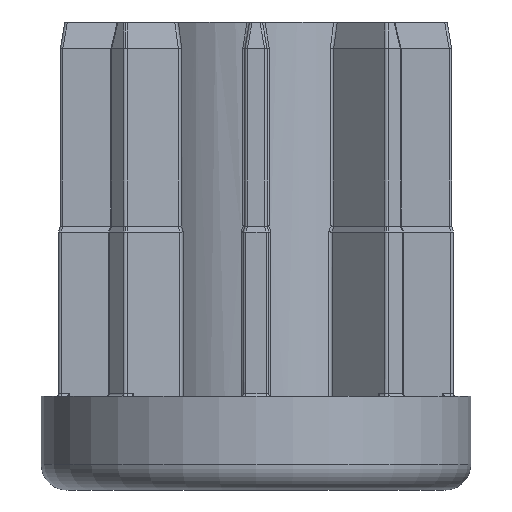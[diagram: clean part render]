
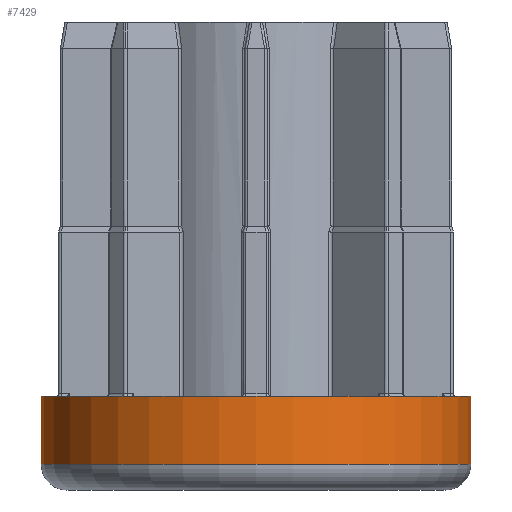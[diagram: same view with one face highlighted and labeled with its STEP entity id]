
A CAD part, front view. The second image highlights one B-rep face of the part: STEP entity #7429.
In plain terms, the highlighted cylindrical face has radius 25.25 mm (diameter 50.5 mm), a partial arc.
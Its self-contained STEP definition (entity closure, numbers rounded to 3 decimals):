
#560 = ORIENTED_EDGE ( 'NONE', *, *, #3208, .F. ) ;
#586 = DIRECTION ( 'NONE',  ( 1., 0., 0. ) ) ;
#890 = CARTESIAN_POINT ( 'NONE',  ( 0., 0., 11. ) ) ;
#985 = AXIS2_PLACEMENT_3D ( 'NONE', #890, #1954, #9031 ) ;
#1853 = VERTEX_POINT ( 'NONE', #7793 ) ;
#1954 = DIRECTION ( 'NONE',  ( 0., 0., -1. ) ) ;
#2007 = CARTESIAN_POINT ( 'NONE',  ( -25.25, 0., 11. ) ) ;
#2205 = VERTEX_POINT ( 'NONE', #11640 ) ;
#2957 = CARTESIAN_POINT ( 'NONE',  ( -25.25, 0., 11. ) ) ;
#3208 = EDGE_CURVE ( 'NONE', #2205, #1853, #5582, .T. ) ;
#3285 = EDGE_CURVE ( 'NONE', #10994, #5159, #4611, .T. ) ;
#3532 = CARTESIAN_POINT ( 'NONE',  ( 0., 0., 11. ) ) ;
#4583 = DIRECTION ( 'NONE',  ( 1., 0., 0. ) ) ;
#4611 = LINE ( 'NONE', #2007, #11689 ) ;
#5108 = AXIS2_PLACEMENT_3D ( 'NONE', #3532, #10597, #4583 ) ;
#5159 = VERTEX_POINT ( 'NONE', #8871 ) ;
#5582 = LINE ( 'NONE', #8794, #7589 ) ;
#6793 = DIRECTION ( 'NONE',  ( 0., 0., 1. ) ) ;
#6948 = CYLINDRICAL_SURFACE ( 'NONE', #985, 25.25 ) ;
#7040 = ORIENTED_EDGE ( 'NONE', *, *, #3285, .T. ) ;
#7429 = ADVANCED_FACE ( 'NONE', ( #12281 ), #6948, .T. ) ;
#7589 = VECTOR ( 'NONE', #8835, 1000. ) ;
#7793 = CARTESIAN_POINT ( 'NONE',  ( 25.25, 0., 3. ) ) ;
#7986 = EDGE_LOOP ( 'NONE', ( #560, #10845, #7040, #11097 ) ) ;
#8794 = CARTESIAN_POINT ( 'NONE',  ( 25.25, 0., 11. ) ) ;
#8835 = DIRECTION ( 'NONE',  ( 0., 0., -1. ) ) ;
#8868 = EDGE_CURVE ( 'NONE', #10994, #2205, #12742, .T. ) ;
#8871 = CARTESIAN_POINT ( 'NONE',  ( -25.25, 0., 3. ) ) ;
#8881 = CIRCLE ( 'NONE', #11059, 25.25 ) ;
#9031 = DIRECTION ( 'NONE',  ( -1., 0., 0. ) ) ;
#9097 = DIRECTION ( 'NONE',  ( 0., 0., -1. ) ) ;
#10597 = DIRECTION ( 'NONE',  ( 0., 0., 1. ) ) ;
#10845 = ORIENTED_EDGE ( 'NONE', *, *, #8868, .F. ) ;
#10994 = VERTEX_POINT ( 'NONE', #2957 ) ;
#11059 = AXIS2_PLACEMENT_3D ( 'NONE', #12818, #6793, #586 ) ;
#11097 = ORIENTED_EDGE ( 'NONE', *, *, #11246, .T. ) ;
#11246 = EDGE_CURVE ( 'NONE', #5159, #1853, #8881, .T. ) ;
#11640 = CARTESIAN_POINT ( 'NONE',  ( 25.25, 0., 11. ) ) ;
#11689 = VECTOR ( 'NONE', #9097, 1000. ) ;
#12281 = FACE_OUTER_BOUND ( 'NONE', #7986, .T. ) ;
#12742 = CIRCLE ( 'NONE', #5108, 25.25 ) ;
#12818 = CARTESIAN_POINT ( 'NONE',  ( 0., 0., 3. ) ) ;
